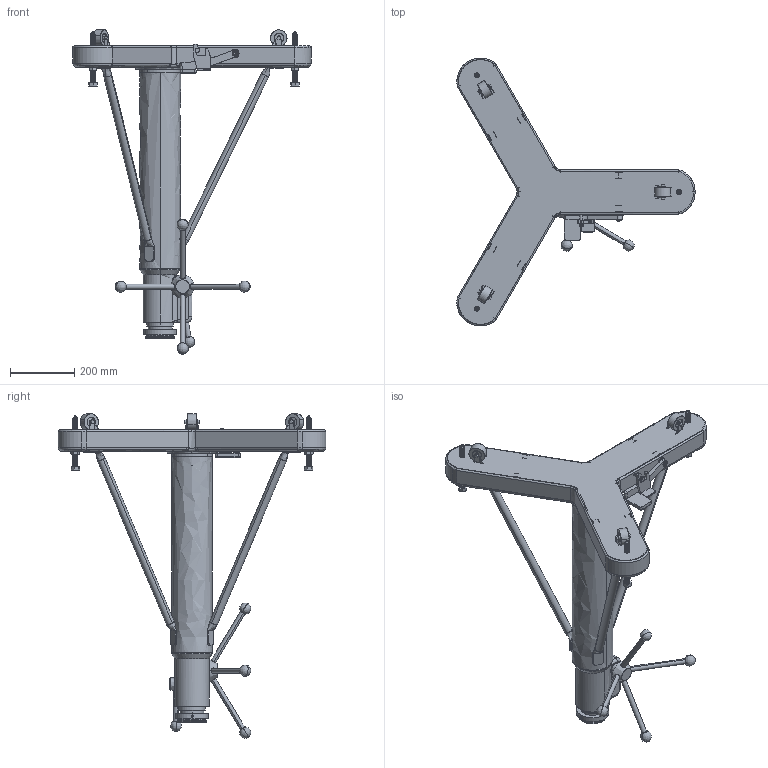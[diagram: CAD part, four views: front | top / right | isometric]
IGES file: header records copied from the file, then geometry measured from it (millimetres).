
Start section: SolidWorks IGES file using analytic representation for surfaces
Global section: file name: W-233-0.IGS; native system: SolidWorks 2019; preprocessor: SolidWorks 2019; author: estack; date: 200610.144528; units: inch
Bounding box: 741.74 x 833.64 x 1009.19 mm (x, y, z)
Surface area: 1921399.8 mm2 (no closed solid volume)
Topology: 0 solids, 0 shells, 1918 faces, 20932 edges, 20880 vertices
Faces by surface type: revolution 1151, bspline 767
